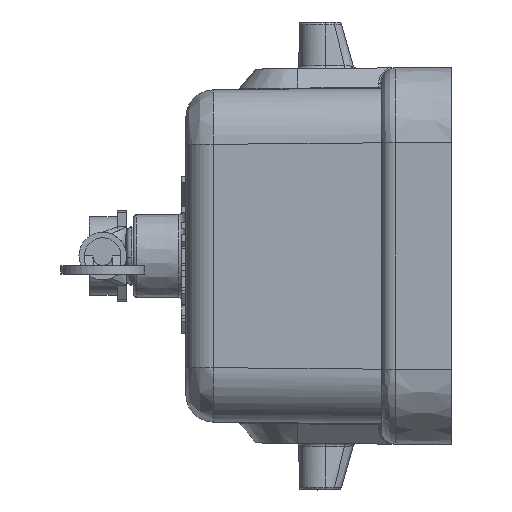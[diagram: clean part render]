
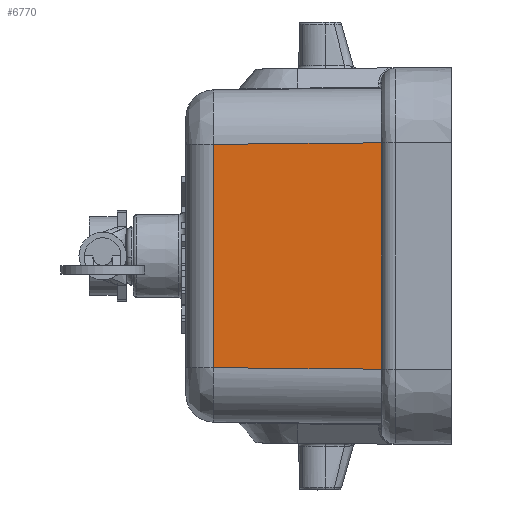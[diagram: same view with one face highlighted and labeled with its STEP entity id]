
A CAD part, left-side view. The second image highlights one B-rep face of the part: STEP entity #6770.
In plain terms, the highlighted planar face has unit normal (-1, 0.009, 0).
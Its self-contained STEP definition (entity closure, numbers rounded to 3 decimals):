
#1492=CARTESIAN_POINT('',(6.06,5.069,-24.933));
#1500=DIRECTION('',(0.009,1.,0.009));
#1501=VECTOR('',#1500,12.018);
#1502=CARTESIAN_POINT('',(6.06,5.069,-24.933));
#1503=LINE('',#1502,#1501);
#1504=DIRECTION('',(0.,0.,1.));
#1505=VECTOR('',#1504,15.991);
#1506=CARTESIAN_POINT('',(6.165,17.086,-24.828));
#1507=LINE('',#1506,#1505);
#1508=DIRECTION('',(-0.009,-1.,0.009));
#1509=VECTOR('',#1508,12.018);
#1510=CARTESIAN_POINT('',(6.165,17.086,-8.837));
#1511=LINE('',#1510,#1509);
#1512=DIRECTION('',(0.,0.,-1.));
#1513=VECTOR('',#1512,16.2);
#1514=CARTESIAN_POINT('',(6.06,5.069,-8.732));
#1515=LINE('',#1514,#1513);
#3908=CARTESIAN_POINT('',(6.165,17.086,-24.828));
#3909=VERTEX_POINT('',#3908);
#3910=CARTESIAN_POINT('',(6.165,17.086,-8.837));
#3911=VERTEX_POINT('',#3910);
#4001=VERTEX_POINT('',#1492);
#4002=CARTESIAN_POINT('',(6.06,5.069,-8.732));
#4003=VERTEX_POINT('',#4002);
#6758=CARTESIAN_POINT('',(6.113,11.078,-16.833));
#6759=DIRECTION('',(1.,-0.009,0.));
#6760=DIRECTION('',(-0.009,-1.,0.));
#6761=AXIS2_PLACEMENT_3D('',#6758,#6759,#6760);
#6762=PLANE('',#6761);
#6763=ORIENTED_EDGE('',*,*,#6751,.T.);
#6764=ORIENTED_EDGE('',*,*,#6018,.T.);
#6766=ORIENTED_EDGE('',*,*,#6765,.T.);
#6767=ORIENTED_EDGE('',*,*,#6532,.T.);
#6768=EDGE_LOOP('',(#6763,#6764,#6766,#6767));
#6769=FACE_OUTER_BOUND('',#6768,.F.);
#6770=ADVANCED_FACE('',(#6769),#6762,.F.);
#6018=EDGE_CURVE('',#3909,#3911,#1507,.T.);
#6532=EDGE_CURVE('',#4003,#4001,#1515,.T.);
#6751=EDGE_CURVE('',#4001,#3909,#1503,.T.);
#6765=EDGE_CURVE('',#3911,#4003,#1511,.T.);
